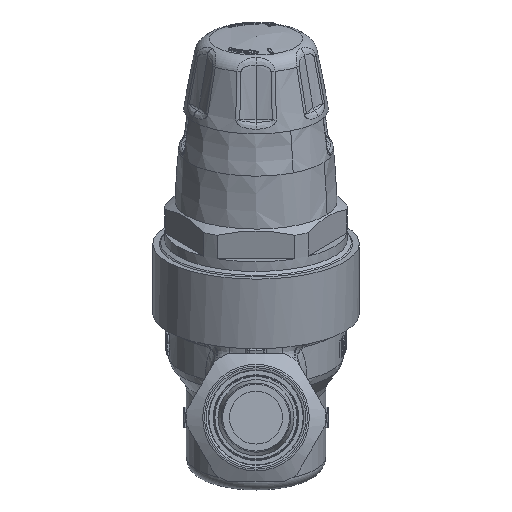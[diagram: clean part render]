
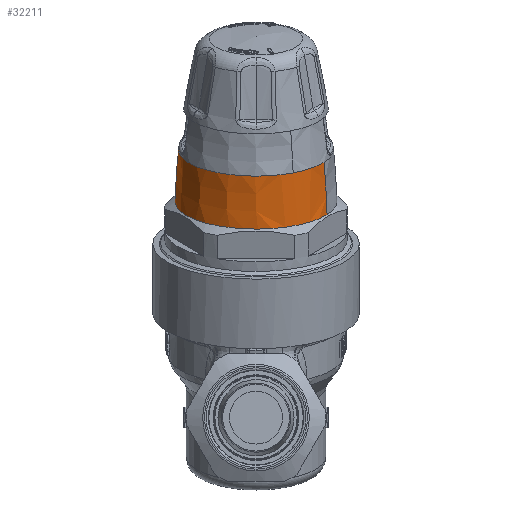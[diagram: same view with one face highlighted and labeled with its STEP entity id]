
A CAD part, front view. The second image highlights one B-rep face of the part: STEP entity #32211.
In plain terms, the highlighted free-form (B-spline) face has degree [3, 2] with [4, 11] control points.
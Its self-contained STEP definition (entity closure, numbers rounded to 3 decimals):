
#2565=(
BOUNDED_SURFACE()
B_SPLINE_SURFACE(3,2,((#43954,#43955,#43956,#43957,#43958,#43959,#43960,
#43961,#43962,#43963,#43964),(#43965,#43966,#43967,#43968,#43969,#43970,
#43971,#43972,#43973,#43974,#43975),(#43976,#43977,#43978,#43979,#43980,
#43981,#43982,#43983,#43984,#43985,#43986),(#43987,#43988,#43989,#43990,
#43991,#43992,#43993,#43994,#43995,#43996,#43997)),.UNSPECIFIED.,.F.,.T.,
 .F.)
B_SPLINE_SURFACE_WITH_KNOTS((4,4),(3,2,2,2,2,3),(7.588,23.622),
(5.77,6.283,7.854,9.425,10.996,
12.053),.UNSPECIFIED.)
GEOMETRIC_REPRESENTATION_ITEM()
RATIONAL_B_SPLINE_SURFACE(((0.871,0.904,1.,0.707,
1.,0.707,1.,0.707,1.,0.803,0.871),
(0.871,0.904,1.,0.707,1.,0.707,
1.,0.707,1.,0.803,0.871),(0.871,
0.904,1.,0.707,1.,0.707,1.,0.707,
1.,0.803,0.871),(0.871,0.904,
1.,0.707,1.,0.707,1.,0.707,1.,0.803,
0.871)))
REPRESENTATION_ITEM('')
SURFACE()
);
#3665=FACE_OUTER_BOUND('',#5536,.T.);
#5536=EDGE_LOOP('',(#20556,#20557,#20558,#20559,#20560));
#11171=CIRCLE('',#34112,0.925);
#11172=CIRCLE('',#34113,9.843);
#11173=CIRCLE('',#34114,0.886);
#11174=CIRCLE('',#34115,0.886);
#11175=CIRCLE('',#34116,9.843);
#12540=VERTEX_POINT('',#43998);
#12541=VERTEX_POINT('',#43999);
#12542=VERTEX_POINT('',#44001);
#12543=VERTEX_POINT('',#44003);
#12544=VERTEX_POINT('',#44005);
#15678=EDGE_CURVE('',#12540,#12541,#11171,.T.);
#15679=EDGE_CURVE('',#12540,#12542,#11172,.T.);
#15680=EDGE_CURVE('',#12543,#12542,#11173,.F.);
#15681=EDGE_CURVE('',#12544,#12543,#11174,.F.);
#15682=EDGE_CURVE('',#12541,#12544,#11175,.T.);
#20556=ORIENTED_EDGE('',*,*,#15678,.F.);
#20557=ORIENTED_EDGE('',*,*,#15679,.T.);
#20558=ORIENTED_EDGE('',*,*,#15680,.F.);
#20559=ORIENTED_EDGE('',*,*,#15681,.F.);
#20560=ORIENTED_EDGE('',*,*,#15682,.F.);
#32211=ADVANCED_FACE('',(#3665),#2565,.F.);
#34112=AXIS2_PLACEMENT_3D('',#44000,#36796,#36797);
#34113=AXIS2_PLACEMENT_3D('',#44002,#36798,#36799);
#34114=AXIS2_PLACEMENT_3D('',#44004,#36800,#36801);
#34115=AXIS2_PLACEMENT_3D('',#44006,#36802,#36803);
#34116=AXIS2_PLACEMENT_3D('',#44007,#36804,#36805);
#36796=DIRECTION('center_axis',(0.,0.342,
-0.94));
#36797=DIRECTION('ref_axis',(1.,0.,0.));
#36798=DIRECTION('center_axis',(-0.479,-0.825,-0.3));
#36799=DIRECTION('ref_axis',(0.874,-0.481,-0.075));
#36800=DIRECTION('center_axis',(0.,0.342,
-0.94));
#36801=DIRECTION('ref_axis',(1.,0.,0.));
#36802=DIRECTION('center_axis',(0.,0.342,
-0.94));
#36803=DIRECTION('ref_axis',(1.,0.,0.));
#36804=DIRECTION('center_axis',(0.479,0.825,0.3));
#36805=DIRECTION('ref_axis',(-0.874,0.416,0.252));
#43954=CARTESIAN_POINT('Ctrl Pts',(-0.812,-0.483,
2.623));
#43955=CARTESIAN_POINT('Ctrl Pts',(-0.925,-0.678,
2.552));
#43956=CARTESIAN_POINT('Ctrl Pts',(-0.925,-0.9,
2.472));
#43957=CARTESIAN_POINT('Ctrl Pts',(-0.925,-1.769,
2.155));
#43958=CARTESIAN_POINT('Ctrl Pts',(0.,-1.769,
2.155));
#43959=CARTESIAN_POINT('Ctrl Pts',(0.925,-1.769,
2.155));
#43960=CARTESIAN_POINT('Ctrl Pts',(0.925,-0.9,2.472));
#43961=CARTESIAN_POINT('Ctrl Pts',(0.925,-0.03,
2.788));
#43962=CARTESIAN_POINT('Ctrl Pts',(0.,-0.03,
2.788));
#43963=CARTESIAN_POINT('Ctrl Pts',(-0.549,-0.03,
2.788));
#43964=CARTESIAN_POINT('Ctrl Pts',(-0.812,-0.483,
2.623));
#43965=CARTESIAN_POINT('Ctrl Pts',(-0.806,-0.558,
2.82));
#43966=CARTESIAN_POINT('Ctrl Pts',(-0.919,-0.751,
2.749));
#43967=CARTESIAN_POINT('Ctrl Pts',(-0.919,-0.971,
2.669));
#43968=CARTESIAN_POINT('Ctrl Pts',(-0.919,-1.835,
2.355));
#43969=CARTESIAN_POINT('Ctrl Pts',(0.,-1.835,
2.355));
#43970=CARTESIAN_POINT('Ctrl Pts',(0.919,-1.835,2.355));
#43971=CARTESIAN_POINT('Ctrl Pts',(0.919,-0.971,
2.669));
#43972=CARTESIAN_POINT('Ctrl Pts',(0.919,-0.108,
2.983));
#43973=CARTESIAN_POINT('Ctrl Pts',(0.,-0.108,
2.983));
#43974=CARTESIAN_POINT('Ctrl Pts',(-0.545,-0.108,
2.983));
#43975=CARTESIAN_POINT('Ctrl Pts',(-0.806,-0.558,
2.82));
#43976=CARTESIAN_POINT('Ctrl Pts',(-0.795,-0.635,
3.015));
#43977=CARTESIAN_POINT('Ctrl Pts',(-0.906,-0.826,
2.946));
#43978=CARTESIAN_POINT('Ctrl Pts',(-0.906,-1.043,
2.867));
#43979=CARTESIAN_POINT('Ctrl Pts',(-0.906,-1.894,
2.557));
#43980=CARTESIAN_POINT('Ctrl Pts',(0.,-1.894,
2.557));
#43981=CARTESIAN_POINT('Ctrl Pts',(0.906,-1.894,
2.557));
#43982=CARTESIAN_POINT('Ctrl Pts',(0.906,-1.043,
2.867));
#43983=CARTESIAN_POINT('Ctrl Pts',(0.906,-0.192,
3.176));
#43984=CARTESIAN_POINT('Ctrl Pts',(0.,-0.192,
3.176));
#43985=CARTESIAN_POINT('Ctrl Pts',(-0.537,-0.192,
3.176));
#43986=CARTESIAN_POINT('Ctrl Pts',(-0.795,-0.635,
3.015));
#43987=CARTESIAN_POINT('Ctrl Pts',(-0.777,-0.716,
3.209));
#43988=CARTESIAN_POINT('Ctrl Pts',(-0.886,-0.902,
3.141));
#43989=CARTESIAN_POINT('Ctrl Pts',(-0.886,-1.115,
3.063));
#43990=CARTESIAN_POINT('Ctrl Pts',(-0.886,-1.947,
2.76));
#43991=CARTESIAN_POINT('Ctrl Pts',(0.,-1.947,
2.76));
#43992=CARTESIAN_POINT('Ctrl Pts',(0.886,-1.947,
2.76));
#43993=CARTESIAN_POINT('Ctrl Pts',(0.886,-1.115,
3.063));
#43994=CARTESIAN_POINT('Ctrl Pts',(0.886,-0.283,
3.366));
#43995=CARTESIAN_POINT('Ctrl Pts',(0.,-0.283,
3.366));
#43996=CARTESIAN_POINT('Ctrl Pts',(-0.525,-0.283,
3.366));
#43997=CARTESIAN_POINT('Ctrl Pts',(-0.777,-0.716,
3.209));
#43998=CARTESIAN_POINT('',(0.812,-1.316,2.32));
#43999=CARTESIAN_POINT('',(-0.812,-0.483,2.623));
#44000=CARTESIAN_POINT('Origin',(0.,-0.9,2.472));
#44001=CARTESIAN_POINT('',(0.777,-1.514,2.918));
#44002=CARTESIAN_POINT('Origin',(-7.822,3.218,3.652));
#44003=CARTESIAN_POINT('',(0.425,-1.846,2.798));
#44004=CARTESIAN_POINT('Origin',(0.,-1.115,
3.063));
#44005=CARTESIAN_POINT('',(-0.777,-0.716,3.209));
#44006=CARTESIAN_POINT('Origin',(0.,-1.115,
3.063));
#44007=CARTESIAN_POINT('Origin',(7.822,-4.813,0.729));
